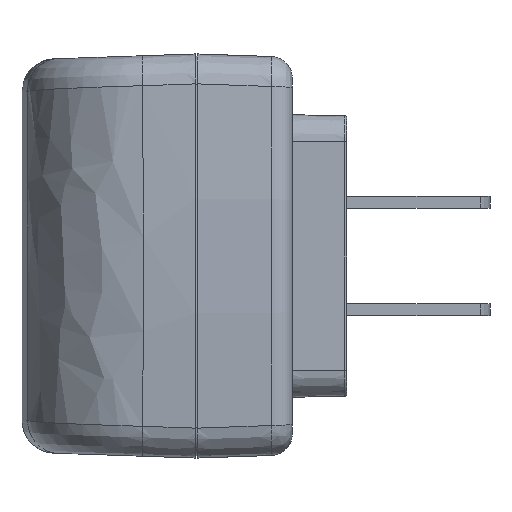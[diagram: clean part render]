
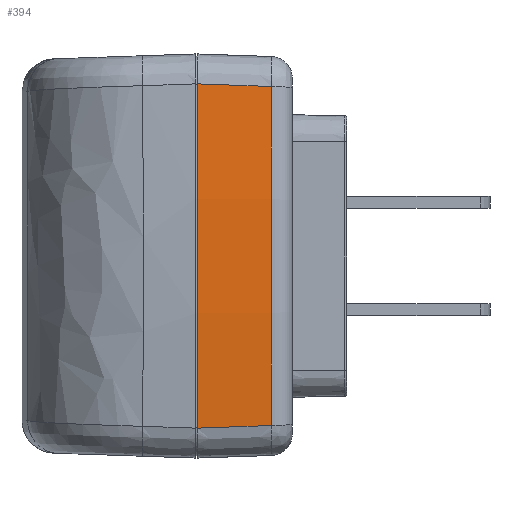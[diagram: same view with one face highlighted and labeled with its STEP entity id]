
A CAD part, left-side view. The second image highlights one B-rep face of the part: STEP entity #394.
In plain terms, the highlighted conical face has half-angle 2 degrees and reference radius 247.402 mm.
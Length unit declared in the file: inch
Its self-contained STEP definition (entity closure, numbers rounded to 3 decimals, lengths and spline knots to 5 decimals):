
#394 = ADVANCED_FACE ( 'NONE', ( #6005 ), #6014, .T. ) ;
#1367 = B_SPLINE_CURVE_WITH_KNOTS ( 'NONE', 3,
 ( #14072, #14073, #14082, #14083, #14084, #14085, #14086 ),
 .UNSPECIFIED., .F., .F.,
 ( 4, 3, 4 ),
 ( 0.00245, 0.00762, 0.01111 ),
 .UNSPECIFIED. ) ;
#1368 = B_SPLINE_CURVE_WITH_KNOTS ( 'NONE', 3,
 ( #14097, #14088, #14101, #14102, #14103, #14104, #14105 ),
 .UNSPECIFIED., .F., .F.,
 ( 4, 3, 4 ),
 ( 0., 0.00762, 0.00866 ),
 .UNSPECIFIED. ) ;
#3158 = CIRCLE ( 'NONE', #12140, 9.72834 ) ;
#3184 = CIRCLE ( 'NONE', #12142, 9.74023 ) ;
#4461 = AXIS2_PLACEMENT_3D ( 'NONE', #9892, #9913, #9872 ) ;
#5563 = CARTESIAN_POINT ( 'NONE',  ( 8.09573, 0., 0. ) ) ;
#5564 = DIRECTION ( 'NONE',  ( 0., 1., 0. ) ) ;
#5565 = DIRECTION ( 'NONE',  ( 0., 0., 1. ) ) ;
#6005 = FACE_OUTER_BOUND ( 'NONE', #10481, .T. ) ;
#6014 = CONICAL_SURFACE ( 'NONE', #4461, 9.74023, 0.035 ) ;
#8153 = ORIENTED_EDGE ( 'NONE', *, *, #17856, .T. ) ;
#8156 = ORIENTED_EDGE ( 'NONE', *, *, #17966, .F. ) ;
#8160 = ORIENTED_EDGE ( 'NONE', *, *, #17938, .T. ) ;
#8161 = ORIENTED_EDGE ( 'NONE', *, *, #17863, .T. ) ;
#9872 = DIRECTION ( 'NONE',  ( 0., 0., 1. ) ) ;
#9892 = CARTESIAN_POINT ( 'NONE',  ( 8.09573, 0., 0. ) ) ;
#9913 = DIRECTION ( 'NONE',  ( 0., 1., 0. ) ) ;
#10481 = EDGE_LOOP ( 'NONE', ( #8161, #8160, #8153, #8156 ) ) ;
#10861 = VERTEX_POINT ( 'NONE', #15783 ) ;
#10899 = VERTEX_POINT ( 'NONE', #15850 ) ;
#11093 = VERTEX_POINT ( 'NONE', #16189 ) ;
#11095 = VERTEX_POINT ( 'NONE', #16193 ) ;
#12140 = AXIS2_PLACEMENT_3D ( 'NONE', #14284, #14285, #14286 ) ;
#12142 = AXIS2_PLACEMENT_3D ( 'NONE', #5563, #5564, #5565 ) ;
#14072 = CARTESIAN_POINT ( 'NONE',  ( -1.60127, -0.34049, 0.78022 ) ) ;
#14073 = CARTESIAN_POINT ( 'NONE',  ( -1.60345, -0.27277, 0.78262 ) ) ;
#14082 = CARTESIAN_POINT ( 'NONE',  ( -1.60563, -0.20506, 0.78502 ) ) ;
#14083 = CARTESIAN_POINT ( 'NONE',  ( -1.60781, -0.13734, 0.78742 ) ) ;
#14084 = CARTESIAN_POINT ( 'NONE',  ( -1.60928, -0.09156, 0.78904 ) ) ;
#14085 = CARTESIAN_POINT ( 'NONE',  ( -1.61075, -0.04578, 0.79066 ) ) ;
#14086 = CARTESIAN_POINT ( 'NONE',  ( -1.61222, 0., 0.79229 ) ) ;
#14088 = CARTESIAN_POINT ( 'NONE',  ( -1.60901, -0.09989, -0.78875 ) ) ;
#14097 = CARTESIAN_POINT ( 'NONE',  ( -1.61222, 0., -0.79229 ) ) ;
#14101 = CARTESIAN_POINT ( 'NONE',  ( -1.6058, -0.19977, -0.78521 ) ) ;
#14102 = CARTESIAN_POINT ( 'NONE',  ( -1.60259, -0.29966, -0.78167 ) ) ;
#14103 = CARTESIAN_POINT ( 'NONE',  ( -1.60215, -0.31327, -0.78119 ) ) ;
#14104 = CARTESIAN_POINT ( 'NONE',  ( -1.60171, -0.32688, -0.78071 ) ) ;
#14105 = CARTESIAN_POINT ( 'NONE',  ( -1.60127, -0.34049, -0.78022 ) ) ;
#14284 = CARTESIAN_POINT ( 'NONE',  ( 8.09573, -0.34049, 0. ) ) ;
#14285 = DIRECTION ( 'NONE',  ( 0., 1., 0. ) ) ;
#14286 = DIRECTION ( 'NONE',  ( 0., 0., -1. ) ) ;
#15783 = CARTESIAN_POINT ( 'NONE',  ( -1.60127, -0.34049, 0.78022 ) ) ;
#15850 = CARTESIAN_POINT ( 'NONE',  ( -1.60127, -0.34049, -0.78022 ) ) ;
#16189 = CARTESIAN_POINT ( 'NONE',  ( -1.61222, 0., 0.79229 ) ) ;
#16193 = CARTESIAN_POINT ( 'NONE',  ( -1.61222, 0., -0.79229 ) ) ;
#17856 = EDGE_CURVE ( 'NONE', #10861, #11093, #1367, .T. ) ;
#17863 = EDGE_CURVE ( 'NONE', #11095, #10899, #1368, .T. ) ;
#17938 = EDGE_CURVE ( 'NONE', #10899, #10861, #3158, .T. ) ;
#17966 = EDGE_CURVE ( 'NONE', #11095, #11093, #3184, .T. ) ;
